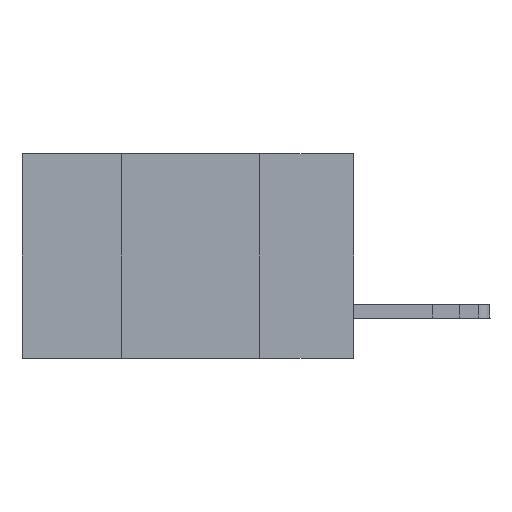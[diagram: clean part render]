
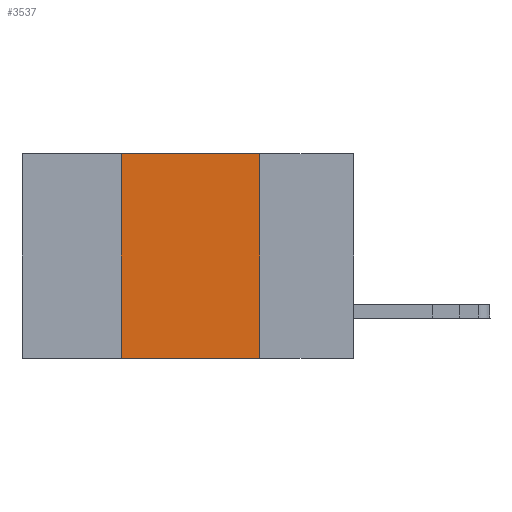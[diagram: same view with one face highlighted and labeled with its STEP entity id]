
A CAD part, left-side view. The second image highlights one B-rep face of the part: STEP entity #3537.
In plain terms, the highlighted planar face has unit normal (-1, 0, 0).
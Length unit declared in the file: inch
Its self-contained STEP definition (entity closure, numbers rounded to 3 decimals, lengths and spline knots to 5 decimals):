
#656 = PLANE ( 'NONE',  #5211 ) ;
#932 = CARTESIAN_POINT ( 'NONE',  ( 0., 0.6, -0.37 ) ) ;
#1277 = DIRECTION ( 'NONE',  ( 0., -1., 0. ) ) ;
#2134 = LINE ( 'NONE', #4794, #16033 ) ;
#2298 = CARTESIAN_POINT ( 'NONE',  ( 0., 0.42, -0.37 ) ) ;
#2341 = VERTEX_POINT ( 'NONE', #2298 ) ;
#2425 = EDGE_CURVE ( 'NONE', #2341, #16005, #17511, .T. ) ;
#2493 = DIRECTION ( 'NONE',  ( 0., -1., 0. ) ) ;
#2879 = ORIENTED_EDGE ( 'NONE', *, *, #2425, .T. ) ;
#3265 = VERTEX_POINT ( 'NONE', #10000 ) ;
#3537 = ADVANCED_FACE ( 'NONE', ( #3547 ), #656, .F. ) ;
#3547 = FACE_OUTER_BOUND ( 'NONE', #17111, .T. ) ;
#4458 = EDGE_CURVE ( 'NONE', #12992, #3265, #15456, .T. ) ;
#4794 = CARTESIAN_POINT ( 'NONE',  ( 0., 0.17, 0. ) ) ;
#5211 = AXIS2_PLACEMENT_3D ( 'NONE', #14592, #11871, #9867 ) ;
#5337 = DIRECTION ( 'NONE',  ( 0., 0., 1. ) ) ;
#6150 = VECTOR ( 'NONE', #5337, 39.37008 ) ;
#6705 = CARTESIAN_POINT ( 'NONE',  ( 0., 0.17, -0.37 ) ) ;
#7132 = VECTOR ( 'NONE', #2493, 39.37008 ) ;
#7209 = EDGE_CURVE ( 'NONE', #3265, #16005, #2134, .T. ) ;
#8094 = CARTESIAN_POINT ( 'NONE',  ( 0., 0.42, 0. ) ) ;
#9867 = DIRECTION ( 'NONE',  ( 0., 0., -1. ) ) ;
#10000 = CARTESIAN_POINT ( 'NONE',  ( 0., 0.17, 0. ) ) ;
#11224 = ORIENTED_EDGE ( 'NONE', *, *, #4458, .F. ) ;
#11340 = LINE ( 'NONE', #14949, #6150 ) ;
#11653 = DIRECTION ( 'NONE',  ( 0., 0., -1. ) ) ;
#11871 = DIRECTION ( 'NONE',  ( 1., 0., 0. ) ) ;
#12992 = VERTEX_POINT ( 'NONE', #8094 ) ;
#13101 = VECTOR ( 'NONE', #1277, 39.37008 ) ;
#14097 = ORIENTED_EDGE ( 'NONE', *, *, #7209, .F. ) ;
#14592 = CARTESIAN_POINT ( 'NONE',  ( 0., 0.6, 0. ) ) ;
#14949 = CARTESIAN_POINT ( 'NONE',  ( 0., 0.42, 0. ) ) ;
#15456 = LINE ( 'NONE', #17918, #13101 ) ;
#16005 = VERTEX_POINT ( 'NONE', #6705 ) ;
#16033 = VECTOR ( 'NONE', #11653, 39.37008 ) ;
#16322 = ORIENTED_EDGE ( 'NONE', *, *, #17777, .F. ) ;
#17111 = EDGE_LOOP ( 'NONE', ( #14097, #11224, #16322, #2879 ) ) ;
#17511 = LINE ( 'NONE', #932, #7132 ) ;
#17777 = EDGE_CURVE ( 'NONE', #2341, #12992, #11340, .T. ) ;
#17918 = CARTESIAN_POINT ( 'NONE',  ( 0., 0.6, 0. ) ) ;
